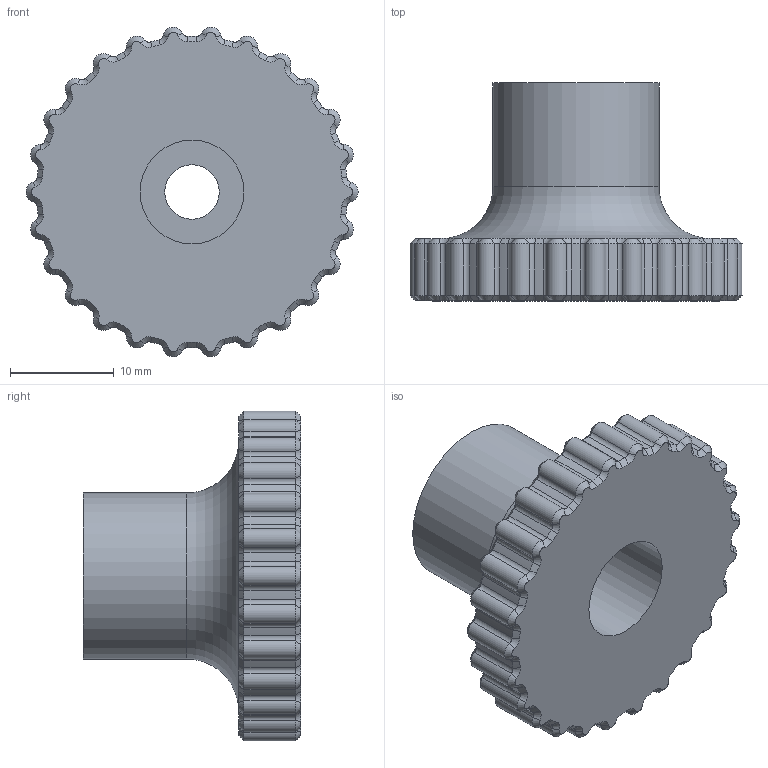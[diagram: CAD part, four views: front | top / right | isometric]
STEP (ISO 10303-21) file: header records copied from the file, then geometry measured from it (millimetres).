
FILE_DESCRIPTION(/* description */ (''),/* implementation_level */ '2;1');
FILE_NAME(/* name */ '04 Laser Focus Knob v1.step',/* time_stamp */ '2022-09-06T09:38:35-04:00',/* author */ (''),/* organization */ (''),/* preprocessor_version */ 'ST-DEVELOPER v19',/* originating_system */ 'Autodesk Translation Framework v11.7.0.108',/* authorisation */ '');
FILE_SCHEMA (('AUTOMOTIVE_DESIGN { 1 0 10303 214 3 1 1 }'));
Length unit declared in the file: millimetre
Products named in the file (1): 04 Laser Focus Knob
Bounding box: 31.99 x 21 x 31.78 mm (x, y, z)
Volume: 6471.5 mm3; surface area: 3342.6 mm2
Topology: 1 solids, 1 shells, 327 faces, 758 edges, 436 vertices
Faces by surface type: cone 208, cylinder 107, plane 11, torus 1
Full cylindrical faces by diameter (mm): 5.25 x1, 10 x1, 16 x1
Entity records: 9270 total; most frequent: DIRECTION 1839, CARTESIAN_POINT 1522, ORIENTED_EDGE 1516, EDGE_CURVE 758, AXIS2_PLACEMENT_3D 753, VERTEX_POINT 436, CIRCLE 425, LINE 333
